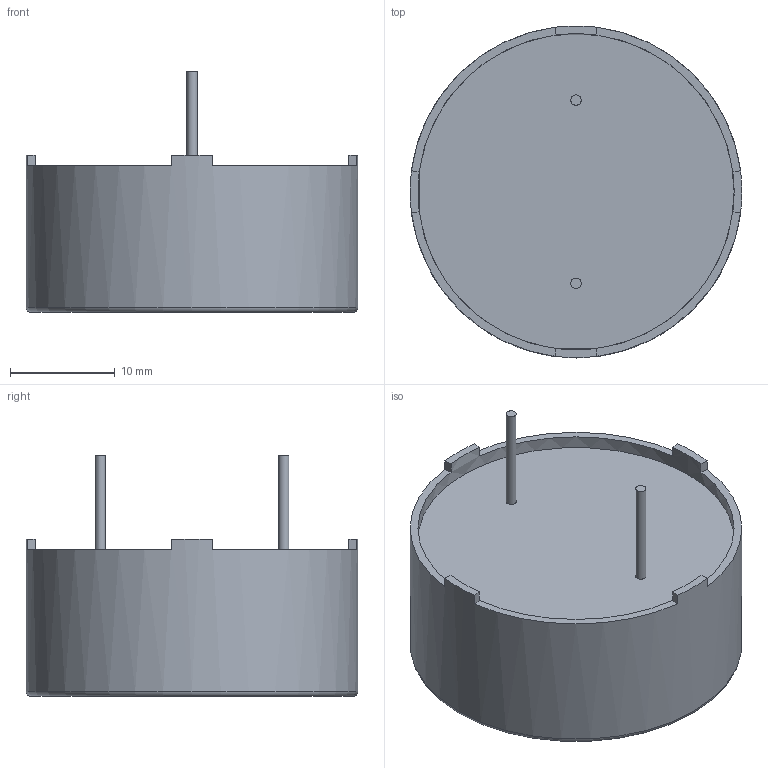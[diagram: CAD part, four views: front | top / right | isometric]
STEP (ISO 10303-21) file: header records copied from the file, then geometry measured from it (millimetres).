
FILE_DESCRIPTION(/* description */ ('Alibre Inc.'),/* implementation_level */ '2;1');
FILE_NAME(/* name */ 'export0',/* time_stamp */ '2018-02-25T18:34:57-06:00',/* author */ (''),/* organization */ (''),/* preprocessor_version */ 'ST-DEVELOPER v14',/* originating_system */ 'Alibre',/* authorisation */ '');
FILE_SCHEMA (('CONFIG_CONTROL_DESIGN'));
Length unit declared in the file: centimetre
Products named in the file (1): ID_1
Bounding box: 31.7 x 31.7 x 23 mm (x, y, z)
Volume: 9309.8 mm3; surface area: 4747.4 mm2
Topology: 1 solids, 1 shells, 63 faces, 119 edges, 79 vertices
Faces by surface type: plane 39, cylinder 23, torus 1
Full cylindrical faces by diameter (mm): 1 x2, 2.2 x19, 30.2 x1, 31.7 x1
Entity records: 1471 total; most frequent: DIRECTION 225, CARTESIAN_POINT 224, ORIENTED_EDGE 186, AXIS2_PLACEMENT_3D 115, EDGE_LOOP 108, FACE_BOUND 108, EDGE_CURVE 93, VERTEX_POINT 77
